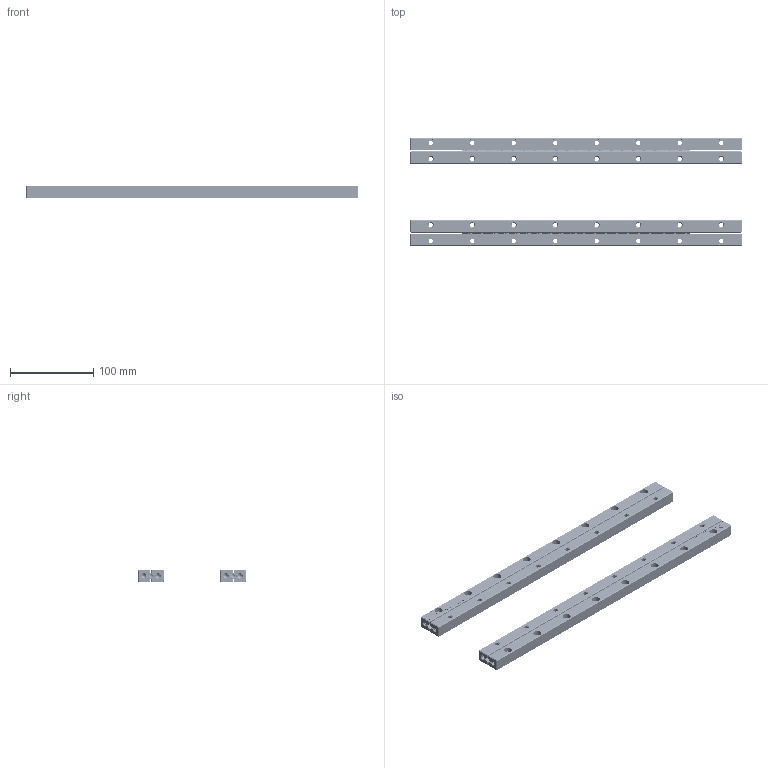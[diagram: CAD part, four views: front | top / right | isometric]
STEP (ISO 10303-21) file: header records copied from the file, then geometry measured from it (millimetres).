
FILE_DESCRIPTION(/* description */ (''),/* implementation_level */ '2;1');
FILE_NAME(/* name */ 'Set RSDE-6400x38KRE-ACC_stp.stp',/* time_stamp */ '2025-05-27T14:47:34+02:00',/* author */ (''),/* organization */ (''),/* preprocessor_version */ 'ST-DEVELOPER v16.7',/* originating_system */ 'SIEMENS PLM Software NX 12.0',/* authorisation */ '');
FILE_SCHEMA (('AUTOMOTIVE_DESIGN { 1 0 10303 214 3 1 1 1 }'));
Products named in the file (1): Set RSDE-6400x38KRE-ACC_stp
Bounding box: 400 x 130 x 15 mm (x, y, z)
Volume: 325504.8 mm3; surface area: 149238.8 mm2
Topology: 100 solids, 100 shells, 7251 faces, 19900 edges, 13061 vertices
Faces by surface type: plane 3828, cylinder 2176, bspline 584, cone 412, torus 127, extrusion 124
Full cylindrical faces by diameter (mm): 0.8 x336, 2 x8, 4 x76, 4.3 x8, 5.2 x40, 6 x76, 9.5 x32
Entity records: 244902 total; most frequent: CARTESIAN_POINT 57797, ORIENTED_EDGE 37344, DIRECTION 34554, EDGE_CURVE 18672, VERTEX_POINT 12844, VECTOR 12016, LINE 11892, AXIS2_PLACEMENT_3D 11269
